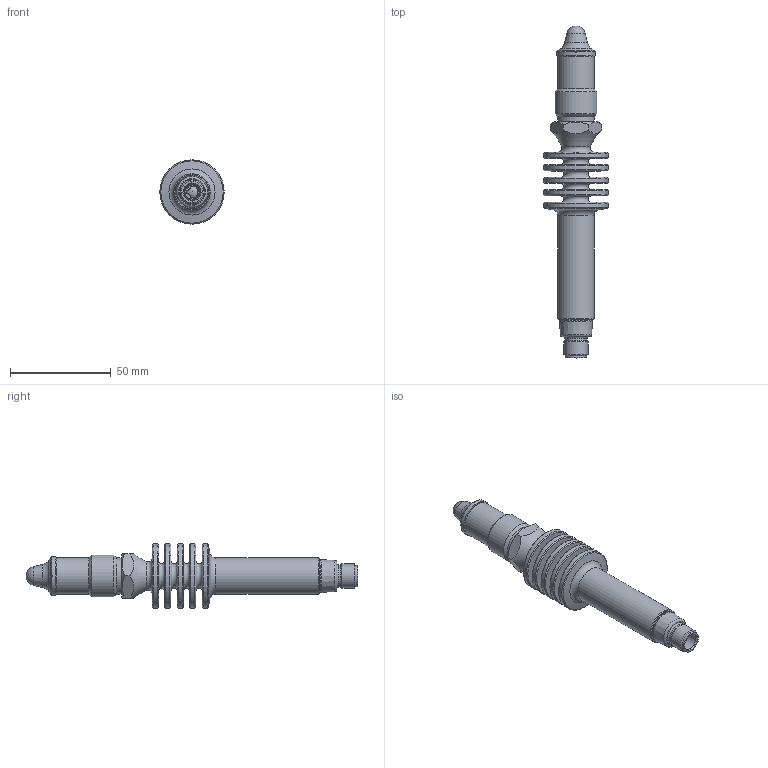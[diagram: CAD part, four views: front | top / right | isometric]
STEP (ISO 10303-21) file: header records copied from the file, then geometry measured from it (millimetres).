
FILE_DESCRIPTION(/* description */ ('Unknown'),/* implementation_level */ '2;1');
FILE_NAME(/* name */ 'LBFS G½ hygien high temp',/* time_stamp */ '2019-10-21T12:21:12+02:00',/* author */ ('Unknown'),/* organization */ ('Unknown'),/* preprocessor_version */ 'ST-DEVELOPER v16.7',/* originating_system */ 'DEX',/* authorisation */ $);
FILE_SCHEMA (('AUTOMOTIVE_DESIGN {1 0 10303 214 3 1 1}'));
Length unit declared in the file: millimetre
Products named in the file (1): Part2
Bounding box: 32 x 165.09 x 32 mm (x, y, z)
Volume: 28655.8 mm3; surface area: 24029.4 mm2
Topology: 1 solids, 3 shells, 329 faces, 834 edges, 526 vertices
Faces by surface type: cylinder 98, plane 97, torus 66, cone 49, bspline 18, sphere 1
Full cylindrical faces by diameter (mm): 8 x1, 8.2 x1, 8.3 x1, 10 x1, 10.6 x1, 11 x1, 12 x1, 12.697 x1, 13 x3, 14.7 x2, 14.739 x1, 14.746 x1, 14.85 x1, 15 x2, 15.15 x1, 15.45 x1, 15.5 x1, 16.4 x1, 16.5 x1, 18 x3, 18.1 x1, 19 x1, 20.8 x1, 32 x5
Entity records: 11795 total; most frequent: CARTESIAN_POINT 2399, DIRECTION 1440, ORIENTED_EDGE 1388, EDGE_CURVE 694, AXIS2_PLACEMENT_3D 612, VERTEX_POINT 482, FACE_BOUND 446, EDGE_LOOP 445
